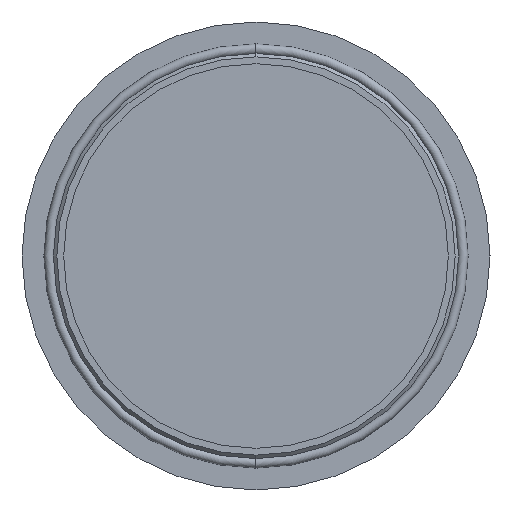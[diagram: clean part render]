
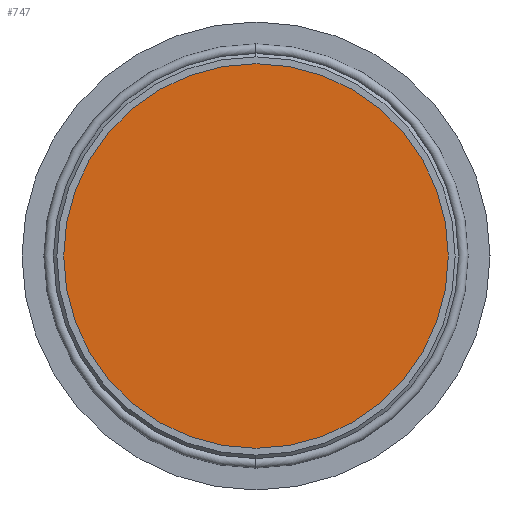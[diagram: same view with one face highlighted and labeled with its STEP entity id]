
A CAD part, front view. The second image highlights one B-rep face of the part: STEP entity #747.
In plain terms, the highlighted planar face has unit normal (0, -1, 0).
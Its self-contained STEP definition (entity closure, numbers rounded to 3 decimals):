
#19 = AXIS2_PLACEMENT_3D ( 'NONE', #411, #410, #409 ) ;
#50 = AXIS2_PLACEMENT_3D ( 'NONE', #220, #219, #218 ) ;
#55 = FACE_OUTER_BOUND ( 'NONE', #597, .T. ) ;
#116 = AXIS2_PLACEMENT_3D ( 'NONE', #311, #310, #309 ) ;
#218 = DIRECTION ( 'NONE',  ( 0., 0., -1. ) ) ;
#219 = DIRECTION ( 'NONE',  ( 0., -1., 0. ) ) ;
#220 = CARTESIAN_POINT ( 'NONE',  ( -28.15, -2.5, 0. ) ) ;
#221 = PLANE ( 'NONE',  #50 ) ;
#309 = DIRECTION ( 'NONE',  ( 0., 0., 1. ) ) ;
#310 = DIRECTION ( 'NONE',  ( 0., 1., 0. ) ) ;
#311 = CARTESIAN_POINT ( 'NONE',  ( 0., -2.5, 0. ) ) ;
#409 = DIRECTION ( 'NONE',  ( 0., 0., 1. ) ) ;
#410 = DIRECTION ( 'NONE',  ( 0., 1., 0. ) ) ;
#411 = CARTESIAN_POINT ( 'NONE',  ( 0., -2.5, 0. ) ) ;
#459 = CARTESIAN_POINT ( 'NONE',  ( 0., -2.5, 28.15 ) ) ;
#468 = CARTESIAN_POINT ( 'NONE',  ( 0., -2.5, -28.15 ) ) ;
#542 = ORIENTED_EDGE ( 'NONE', *, *, #719, .F. ) ;
#544 = ORIENTED_EDGE ( 'NONE', *, *, #686, .F. ) ;
#597 = EDGE_LOOP ( 'NONE', ( #542, #544 ) ) ;
#609 = VERTEX_POINT ( 'NONE', #468 ) ;
#618 = VERTEX_POINT ( 'NONE', #459 ) ;
#651 = CIRCLE ( 'NONE', #116, 28.15 ) ;
#672 = CIRCLE ( 'NONE', #19, 28.15 ) ;
#686 = EDGE_CURVE ( 'NONE', #609, #618, #672, .T. ) ;
#719 = EDGE_CURVE ( 'NONE', #618, #609, #651, .T. ) ;
#747 = ADVANCED_FACE ( 'NONE', ( #55 ), #221, .T. ) ;
